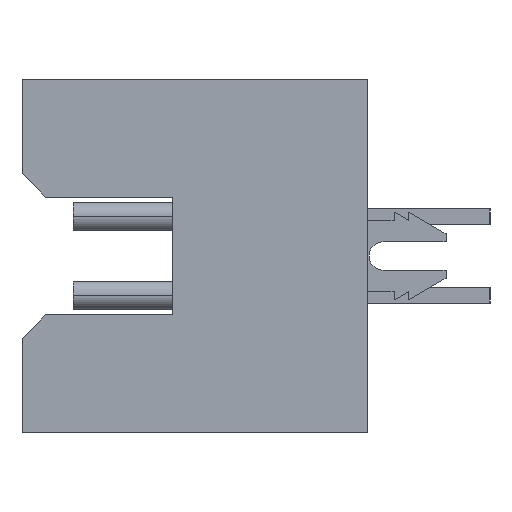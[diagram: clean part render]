
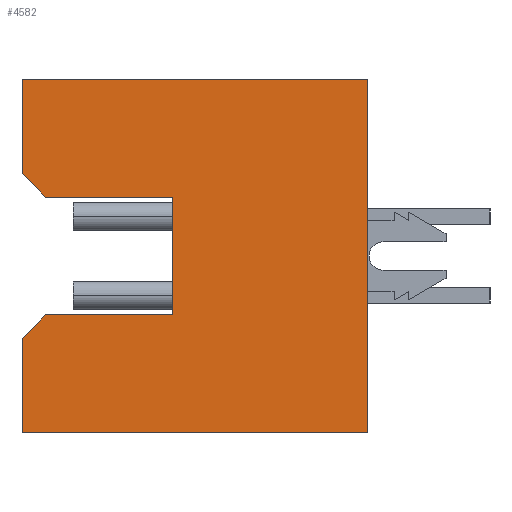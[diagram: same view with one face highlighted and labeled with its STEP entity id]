
A CAD part, left-side view. The second image highlights one B-rep face of the part: STEP entity #4582.
In plain terms, the highlighted planar face has unit normal (-1, 0, 0).
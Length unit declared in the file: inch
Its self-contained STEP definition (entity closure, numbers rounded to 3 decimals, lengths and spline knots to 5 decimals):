
#255 = DIRECTION ( 'NONE',  ( 0., -1., 0. ) ) ;
#356 = VECTOR ( 'NONE', #16985, 39.37008 ) ;
#1720 = CARTESIAN_POINT ( 'NONE',  ( -0.8625, 0.22, 0.1125 ) ) ;
#1724 = VECTOR ( 'NONE', #10633, 39.37008 ) ;
#1931 = VERTEX_POINT ( 'NONE', #4986 ) ;
#1946 = CARTESIAN_POINT ( 'NONE',  ( -0.8625, 0.124, 0.0375 ) ) ;
#2253 = VERTEX_POINT ( 'NONE', #10065 ) ;
#2418 = EDGE_CURVE ( 'NONE', #6464, #4182, #13296, .T. ) ;
#2511 = VERTEX_POINT ( 'NONE', #11005 ) ;
#2623 = ORIENTED_EDGE ( 'NONE', *, *, #3217, .F. ) ;
#2671 = CARTESIAN_POINT ( 'NONE',  ( -0.8625, 0., -0.1125 ) ) ;
#2758 = VERTEX_POINT ( 'NONE', #10310 ) ;
#2984 = DIRECTION ( 'NONE',  ( 0., -1., 0. ) ) ;
#3064 = DIRECTION ( 'NONE',  ( 1., 0., 0. ) ) ;
#3217 = EDGE_CURVE ( 'NONE', #14347, #17152, #14783, .T. ) ;
#3264 = CARTESIAN_POINT ( 'NONE',  ( -0.8625, 0., 0.1125 ) ) ;
#4182 = VERTEX_POINT ( 'NONE', #3264 ) ;
#4186 = EDGE_CURVE ( 'NONE', #12071, #2253, #11435, .T. ) ;
#4208 = AXIS2_PLACEMENT_3D ( 'NONE', #16487, #3064, #8428 ) ;
#4241 = LINE ( 'NONE', #9432, #13040 ) ;
#4346 = EDGE_CURVE ( 'NONE', #2758, #1931, #10802, .T. ) ;
#4543 = EDGE_CURVE ( 'NONE', #16432, #14347, #13776, .T. ) ;
#4582 = ADVANCED_FACE ( 'NONE', ( #16402 ), #9751, .F. ) ;
#4986 = CARTESIAN_POINT ( 'NONE',  ( -0.8625, 0.22, -0.0525 ) ) ;
#5012 = DIRECTION ( 'NONE',  ( 0., 0., 1. ) ) ;
#5146 = CARTESIAN_POINT ( 'NONE',  ( -0.8625, 0.205, -0.0375 ) ) ;
#5516 = EDGE_CURVE ( 'NONE', #16432, #1931, #9350, .T. ) ;
#5756 = DIRECTION ( 'NONE',  ( 0., -1., 0. ) ) ;
#6464 = VERTEX_POINT ( 'NONE', #6987 ) ;
#6493 = CARTESIAN_POINT ( 'NONE',  ( -0.8625, 0.22, 0.0525 ) ) ;
#6581 = EDGE_CURVE ( 'NONE', #2511, #4182, #9724, .T. ) ;
#6987 = CARTESIAN_POINT ( 'NONE',  ( -0.8625, 0., -0.1125 ) ) ;
#7103 = CARTESIAN_POINT ( 'NONE',  ( -0.8625, 0.205, -0.0375 ) ) ;
#8047 = CARTESIAN_POINT ( 'NONE',  ( -0.8625, 0.124, -0.0375 ) ) ;
#8428 = DIRECTION ( 'NONE',  ( 0., 0., -1. ) ) ;
#8625 = CARTESIAN_POINT ( 'NONE',  ( -0.8625, 0.22, 0.0525 ) ) ;
#9057 = ORIENTED_EDGE ( 'NONE', *, *, #4186, .T. ) ;
#9320 = CARTESIAN_POINT ( 'NONE',  ( -0.8625, 0.22, -0.1125 ) ) ;
#9350 = LINE ( 'NONE', #5146, #9537 ) ;
#9432 = CARTESIAN_POINT ( 'NONE',  ( -0.8625, 0.22, -0.1125 ) ) ;
#9537 = VECTOR ( 'NONE', #17324, 39.37008 ) ;
#9724 = LINE ( 'NONE', #1720, #13238 ) ;
#9751 = PLANE ( 'NONE',  #4208 ) ;
#9978 = LINE ( 'NONE', #11463, #356 ) ;
#10065 = CARTESIAN_POINT ( 'NONE',  ( -0.8625, 0.205, 0.0375 ) ) ;
#10310 = CARTESIAN_POINT ( 'NONE',  ( -0.8625, 0.22, -0.1125 ) ) ;
#10508 = DIRECTION ( 'NONE',  ( 0., 0., 1. ) ) ;
#10633 = DIRECTION ( 'NONE',  ( 0., 0., 1. ) ) ;
#10802 = LINE ( 'NONE', #9320, #1724 ) ;
#11005 = CARTESIAN_POINT ( 'NONE',  ( -0.8625, 0.22, 0.1125 ) ) ;
#11158 = CARTESIAN_POINT ( 'NONE',  ( -0.8625, 0.316, 0.0375 ) ) ;
#11286 = VECTOR ( 'NONE', #255, 39.37008 ) ;
#11361 = CARTESIAN_POINT ( 'NONE',  ( -0.8625, 0.124, -0.0375 ) ) ;
#11435 = LINE ( 'NONE', #8625, #12931 ) ;
#11463 = CARTESIAN_POINT ( 'NONE',  ( -0.8625, 0.22, -0.1125 ) ) ;
#11492 = EDGE_LOOP ( 'NONE', ( #9057, #12856, #2623, #15366, #13513, #16773, #13072, #12492, #14535, #14219 ) ) ;
#12071 = VERTEX_POINT ( 'NONE', #6493 ) ;
#12172 = VECTOR ( 'NONE', #5012, 39.37008 ) ;
#12492 = ORIENTED_EDGE ( 'NONE', *, *, #2418, .T. ) ;
#12547 = CARTESIAN_POINT ( 'NONE',  ( -0.8625, 0.316, -0.0375 ) ) ;
#12856 = ORIENTED_EDGE ( 'NONE', *, *, #14633, .T. ) ;
#12931 = VECTOR ( 'NONE', #13959, 39.37008 ) ;
#13040 = VECTOR ( 'NONE', #15906, 39.37008 ) ;
#13072 = ORIENTED_EDGE ( 'NONE', *, *, #15365, .T. ) ;
#13238 = VECTOR ( 'NONE', #5756, 39.37008 ) ;
#13296 = LINE ( 'NONE', #2671, #16627 ) ;
#13513 = ORIENTED_EDGE ( 'NONE', *, *, #5516, .T. ) ;
#13776 = LINE ( 'NONE', #12547, #16004 ) ;
#13959 = DIRECTION ( 'NONE',  ( 0., -0.707, -0.707 ) ) ;
#14219 = ORIENTED_EDGE ( 'NONE', *, *, #15573, .F. ) ;
#14347 = VERTEX_POINT ( 'NONE', #11361 ) ;
#14535 = ORIENTED_EDGE ( 'NONE', *, *, #6581, .F. ) ;
#14633 = EDGE_CURVE ( 'NONE', #2253, #17152, #14821, .T. ) ;
#14783 = LINE ( 'NONE', #8047, #12172 ) ;
#14821 = LINE ( 'NONE', #11158, #11286 ) ;
#15365 = EDGE_CURVE ( 'NONE', #2758, #6464, #9978, .T. ) ;
#15366 = ORIENTED_EDGE ( 'NONE', *, *, #4543, .F. ) ;
#15573 = EDGE_CURVE ( 'NONE', #12071, #2511, #4241, .T. ) ;
#15906 = DIRECTION ( 'NONE',  ( 0., 0., 1. ) ) ;
#16004 = VECTOR ( 'NONE', #2984, 39.37008 ) ;
#16402 = FACE_OUTER_BOUND ( 'NONE', #11492, .T. ) ;
#16432 = VERTEX_POINT ( 'NONE', #7103 ) ;
#16487 = CARTESIAN_POINT ( 'NONE',  ( -0.8625, 0.22, -0.1125 ) ) ;
#16627 = VECTOR ( 'NONE', #10508, 39.37008 ) ;
#16773 = ORIENTED_EDGE ( 'NONE', *, *, #4346, .F. ) ;
#16985 = DIRECTION ( 'NONE',  ( 0., -1., 0. ) ) ;
#17152 = VERTEX_POINT ( 'NONE', #1946 ) ;
#17324 = DIRECTION ( 'NONE',  ( 0., 0.707, -0.707 ) ) ;
